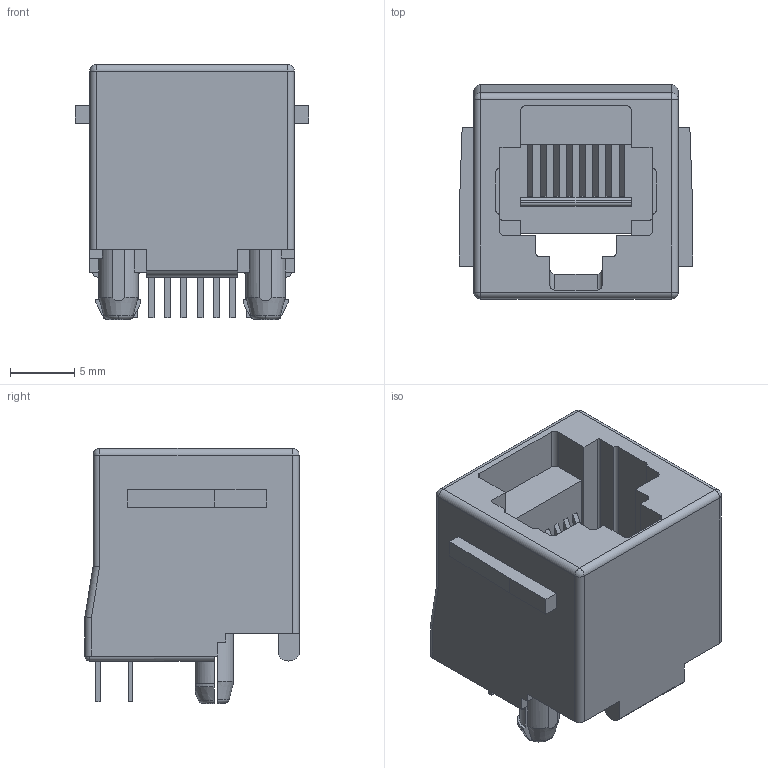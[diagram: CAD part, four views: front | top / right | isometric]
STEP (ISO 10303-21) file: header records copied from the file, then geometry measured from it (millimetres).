
FILE_DESCRIPTION(('STEP AP203'),'1');
FILE_NAME('5520259-4.stp','2024-03-14T06:06:09',('TraceParts'),('TraceParts S.A.'),'Spatial InterOp 3D',' ',' ');
FILE_SCHEMA(('CONFIG_CONTROL_DESIGN'));
Length unit declared in the file: millimetre
Products named in the file (1): 1
Bounding box: 18.16 x 16.64 x 19.81 mm (x, y, z)
Volume: 2477.7 mm3; surface area: 2496.7 mm2
Topology: 1 solids, 1 shells, 237 faces, 647 edges, 422 vertices
Faces by surface type: plane 165, cylinder 48, torus 12, sphere 8, cone 4
Entity records: 7917 total; most frequent: CARTESIAN_POINT 1787, ORIENTED_EDGE 1294, DIRECTION 1213, EDGE_CURVE 647, LINE 497, VECTOR 497, VERTEX_POINT 422, AXIS2_PLACEMENT_3D 358
